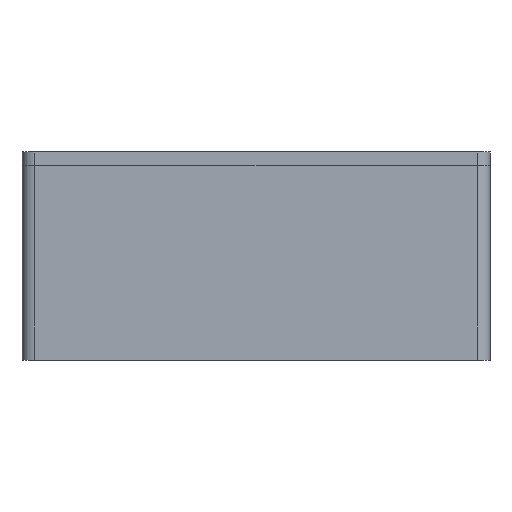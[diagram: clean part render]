
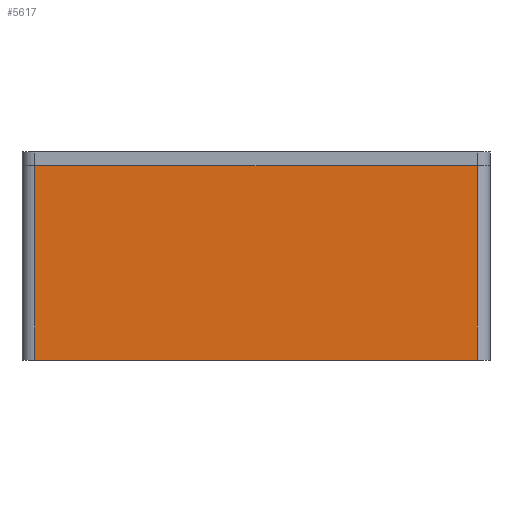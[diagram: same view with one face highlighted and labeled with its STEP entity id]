
A CAD part, left-side view. The second image highlights one B-rep face of the part: STEP entity #5617.
In plain terms, the highlighted planar face has unit normal (-1, 0, 0).
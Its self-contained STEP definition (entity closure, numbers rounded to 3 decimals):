
#495=PLANE('',#5948);
#648=FACE_OUTER_BOUND('',#967,.T.);
#967=EDGE_LOOP('',(#4058,#4059,#4060,#4061));
#1273=LINE('',#7160,#1807);
#1352=LINE('',#7328,#1886);
#1371=LINE('',#7373,#1905);
#1372=LINE('',#7374,#1906);
#1807=VECTOR('',#6159,10.);
#1886=VECTOR('',#6296,10.);
#1905=VECTOR('',#6351,10.);
#1906=VECTOR('',#6352,10.);
#2400=VERTEX_POINT('',#7157);
#2401=VERTEX_POINT('',#7159);
#2461=VERTEX_POINT('',#7327);
#2469=VERTEX_POINT('',#7372);
#2979=EDGE_CURVE('',#2400,#2401,#1273,.T.);
#3062=EDGE_CURVE('',#2461,#2401,#1352,.T.);
#3085=EDGE_CURVE('',#2469,#2400,#1371,.T.);
#3086=EDGE_CURVE('',#2469,#2461,#1372,.T.);
#4058=ORIENTED_EDGE('',*,*,#3062,.T.);
#4059=ORIENTED_EDGE('',*,*,#2979,.F.);
#4060=ORIENTED_EDGE('',*,*,#3085,.F.);
#4061=ORIENTED_EDGE('',*,*,#3086,.T.);
#5617=ADVANCED_FACE('',(#648),#495,.T.);
#5948=AXIS2_PLACEMENT_3D('',#7371,#6349,#6350);
#6159=DIRECTION('',(0.,-1.,0.));
#6296=DIRECTION('',(0.,0.,1.));
#6349=DIRECTION('center_axis',(-1.,0.,0.));
#6350=DIRECTION('ref_axis',(0.,-1.,0.));
#6351=DIRECTION('',(0.,0.,1.));
#6352=DIRECTION('',(0.,-1.,0.));
#7157=CARTESIAN_POINT('',(-18.1,50.1,22.5));
#7159=CARTESIAN_POINT('',(-18.1,-1.1,22.5));
#7160=CARTESIAN_POINT('',(-18.1,50.1,22.5));
#7327=CARTESIAN_POINT('',(-18.1,-1.1,0.));
#7328=CARTESIAN_POINT('',(-18.1,-1.1,0.));
#7371=CARTESIAN_POINT('Origin',(-18.1,50.1,0.));
#7372=CARTESIAN_POINT('',(-18.1,50.1,0.));
#7373=CARTESIAN_POINT('',(-18.1,50.1,0.));
#7374=CARTESIAN_POINT('',(-18.1,50.1,0.));
